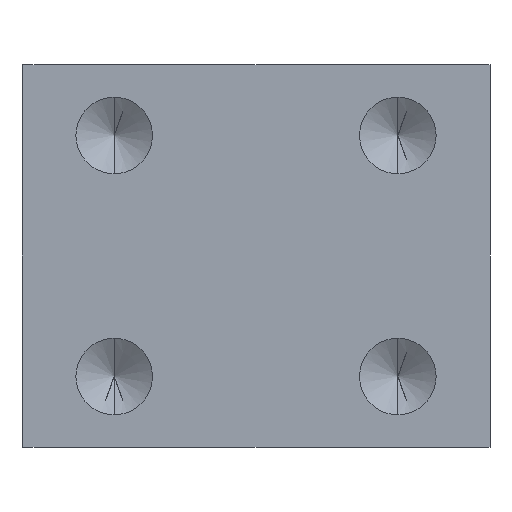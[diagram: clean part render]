
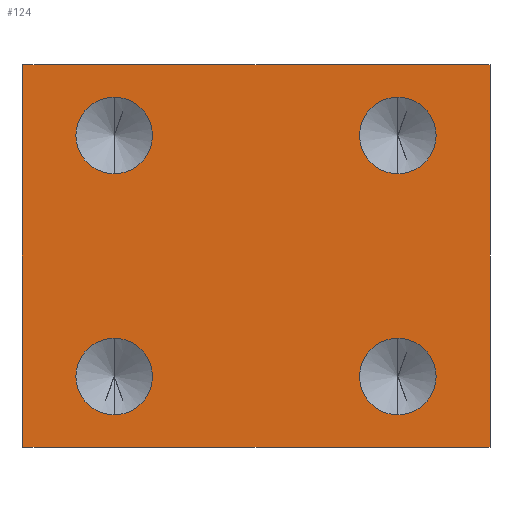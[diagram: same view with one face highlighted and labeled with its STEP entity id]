
A CAD part, left-side view. The second image highlights one B-rep face of the part: STEP entity #124.
In plain terms, the highlighted planar face has unit normal (-1, 0, 0).
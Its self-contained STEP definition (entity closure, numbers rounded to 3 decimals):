
#3 = DIRECTION ( 'NONE',  ( -1., 0., 0. ) ) ;
#6 = CARTESIAN_POINT ( 'NONE',  ( -9.5, 5., 2.5 ) ) ;
#7 = DIRECTION ( 'NONE',  ( 0., 0., 1. ) ) ;
#19 = AXIS2_PLACEMENT_3D ( 'NONE', #6, #3, #7 ) ;
#37 = CIRCLE ( 'NONE', #19, 1.35 ) ;
#56 = CARTESIAN_POINT ( 'NONE',  ( -9.5, -8.25, 0. ) ) ;
#98 = CARTESIAN_POINT ( 'NONE',  ( -9.5, 8.25, 0. ) ) ;
#100 = VECTOR ( 'NONE', #101, 1000. ) ;
#101 = DIRECTION ( 'NONE',  ( 0., -1., 0. ) ) ;
#102 = CARTESIAN_POINT ( 'NONE',  ( -9.5, 8.25, 13.5 ) ) ;
#104 = LINE ( 'NONE', #102, #100 ) ;
#119 = VERTEX_POINT ( 'NONE', #56 ) ;
#124 = ADVANCED_FACE ( 'NONE', ( #439, #438, #431, #424, #421 ), #401, .F. ) ;
#125 = EDGE_LOOP ( 'NONE', ( #149, #161 ) ) ;
#128 = EDGE_LOOP ( 'NONE', ( #135, #134 ) ) ;
#129 = EDGE_LOOP ( 'NONE', ( #138, #167, #156, #163 ) ) ;
#130 = EDGE_CURVE ( 'NONE', #305, #239, #416, .T. ) ;
#132 = ORIENTED_EDGE ( 'NONE', *, *, #315, .F. ) ;
#134 = ORIENTED_EDGE ( 'NONE', *, *, #303, .F. ) ;
#135 = ORIENTED_EDGE ( 'NONE', *, *, #130, .F. ) ;
#137 = EDGE_CURVE ( 'NONE', #307, #310, #437, .T. ) ;
#138 = ORIENTED_EDGE ( 'NONE', *, *, #276, .T. ) ;
#142 = EDGE_LOOP ( 'NONE', ( #166, #132 ) ) ;
#143 = EDGE_LOOP ( 'NONE', ( #147, #172 ) ) ;
#144 = EDGE_CURVE ( 'NONE', #238, #241, #608, .T. ) ;
#147 = ORIENTED_EDGE ( 'NONE', *, *, #164, .F. ) ;
#149 = ORIENTED_EDGE ( 'NONE', *, *, #144, .F. ) ;
#152 = VERTEX_POINT ( 'NONE', #601 ) ;
#156 = ORIENTED_EDGE ( 'NONE', *, *, #294, .F. ) ;
#158 = EDGE_CURVE ( 'NONE', #152, #119, #506, .T. ) ;
#161 = ORIENTED_EDGE ( 'NONE', *, *, #243, .F. ) ;
#163 = ORIENTED_EDGE ( 'NONE', *, *, #285, .T. ) ;
#164 = EDGE_CURVE ( 'NONE', #262, #254, #565, .T. ) ;
#166 = ORIENTED_EDGE ( 'NONE', *, *, #137, .F. ) ;
#167 = ORIENTED_EDGE ( 'NONE', *, *, #158, .F. ) ;
#172 = ORIENTED_EDGE ( 'NONE', *, *, #199, .F. ) ;
#199 = EDGE_CURVE ( 'NONE', #254, #262, #462, .T. ) ;
#238 = VERTEX_POINT ( 'NONE', #469 ) ;
#239 = VERTEX_POINT ( 'NONE', #569 ) ;
#241 = VERTEX_POINT ( 'NONE', #574 ) ;
#243 = EDGE_CURVE ( 'NONE', #241, #238, #572, .T. ) ;
#254 = VERTEX_POINT ( 'NONE', #644 ) ;
#262 = VERTEX_POINT ( 'NONE', #663 ) ;
#276 = EDGE_CURVE ( 'NONE', #292, #119, #571, .T. ) ;
#285 = EDGE_CURVE ( 'NONE', #320, #292, #686, .T. ) ;
#292 = VERTEX_POINT ( 'NONE', #98 ) ;
#294 = EDGE_CURVE ( 'NONE', #320, #152, #104, .T. ) ;
#303 = EDGE_CURVE ( 'NONE', #239, #305, #37, .T. ) ;
#305 = VERTEX_POINT ( 'NONE', #355 ) ;
#307 = VERTEX_POINT ( 'NONE', #352 ) ;
#310 = VERTEX_POINT ( 'NONE', #341 ) ;
#315 = EDGE_CURVE ( 'NONE', #310, #307, #333, .T. ) ;
#320 = VERTEX_POINT ( 'NONE', #342 ) ;
#324 = CARTESIAN_POINT ( 'NONE',  ( -9.5, -5., 11. ) ) ;
#333 = CIRCLE ( 'NONE', #340, 1.35 ) ;
#340 = AXIS2_PLACEMENT_3D ( 'NONE', #324, #370, #369 ) ;
#341 = CARTESIAN_POINT ( 'NONE',  ( -9.5, -5., 9.65 ) ) ;
#342 = CARTESIAN_POINT ( 'NONE',  ( -9.5, 8.25, 13.5 ) ) ;
#352 = CARTESIAN_POINT ( 'NONE',  ( -9.5, -5., 12.35 ) ) ;
#355 = CARTESIAN_POINT ( 'NONE',  ( -9.5, 5., 3.85 ) ) ;
#369 = DIRECTION ( 'NONE',  ( 0., 0., 1. ) ) ;
#370 = DIRECTION ( 'NONE',  ( -1., 0., 0. ) ) ;
#396 = AXIS2_PLACEMENT_3D ( 'NONE', #399, #398, #397 ) ;
#397 = DIRECTION ( 'NONE',  ( 0., 0., -1. ) ) ;
#398 = DIRECTION ( 'NONE',  ( 1., 0., 0. ) ) ;
#399 = CARTESIAN_POINT ( 'NONE',  ( -9.5, 8.25, 13.5 ) ) ;
#401 = PLANE ( 'NONE',  #396 ) ;
#414 = AXIS2_PLACEMENT_3D ( 'NONE', #415, #417, #418 ) ;
#415 = CARTESIAN_POINT ( 'NONE',  ( -9.5, 5., 2.5 ) ) ;
#416 = CIRCLE ( 'NONE', #414, 1.35 ) ;
#417 = DIRECTION ( 'NONE',  ( -1., 0., 0. ) ) ;
#418 = DIRECTION ( 'NONE',  ( 0., 0., 1. ) ) ;
#421 = FACE_OUTER_BOUND ( 'NONE', #129, .T. ) ;
#422 = DIRECTION ( 'NONE',  ( -1., 0., 0. ) ) ;
#423 = DIRECTION ( 'NONE',  ( 0., 0., 1. ) ) ;
#424 = FACE_BOUND ( 'NONE', #142, .T. ) ;
#425 = CARTESIAN_POINT ( 'NONE',  ( -9.5, -5., 11. ) ) ;
#431 = FACE_BOUND ( 'NONE', #143, .T. ) ;
#432 = AXIS2_PLACEMENT_3D ( 'NONE', #425, #422, #423 ) ;
#437 = CIRCLE ( 'NONE', #432, 1.35 ) ;
#438 = FACE_BOUND ( 'NONE', #128, .T. ) ;
#439 = FACE_BOUND ( 'NONE', #125, .T. ) ;
#460 = CARTESIAN_POINT ( 'NONE',  ( -9.5, 5., 11. ) ) ;
#461 = AXIS2_PLACEMENT_3D ( 'NONE', #460, #523, #522 ) ;
#462 = CIRCLE ( 'NONE', #461, 1.35 ) ;
#469 = CARTESIAN_POINT ( 'NONE',  ( -9.5, -5., 3.85 ) ) ;
#474 = DIRECTION ( 'NONE',  ( 0., 0., 1. ) ) ;
#475 = DIRECTION ( 'NONE',  ( -1., 0., 0. ) ) ;
#488 = CARTESIAN_POINT ( 'NONE',  ( -9.5, -5., 2.5 ) ) ;
#506 = LINE ( 'NONE', #604, #563 ) ;
#509 = DIRECTION ( 'NONE',  ( 0., 0., 1. ) ) ;
#510 = DIRECTION ( 'NONE',  ( -1., 0., 0. ) ) ;
#511 = CARTESIAN_POINT ( 'NONE',  ( -9.5, -5., 2.5 ) ) ;
#512 = AXIS2_PLACEMENT_3D ( 'NONE', #511, #510, #509 ) ;
#514 = DIRECTION ( 'NONE',  ( 0., -1., 0. ) ) ;
#516 = VECTOR ( 'NONE', #514, 1000. ) ;
#522 = DIRECTION ( 'NONE',  ( 0., 0., 1. ) ) ;
#523 = DIRECTION ( 'NONE',  ( -1., 0., 0. ) ) ;
#538 = DIRECTION ( 'NONE',  ( -1., 0., 0. ) ) ;
#563 = VECTOR ( 'NONE', #603, 1000. ) ;
#564 = AXIS2_PLACEMENT_3D ( 'NONE', #614, #475, #474 ) ;
#565 = CIRCLE ( 'NONE', #564, 1.35 ) ;
#569 = CARTESIAN_POINT ( 'NONE',  ( -9.5, 5., 1.15 ) ) ;
#570 = CARTESIAN_POINT ( 'NONE',  ( -9.5, 8.25, 0. ) ) ;
#571 = LINE ( 'NONE', #570, #516 ) ;
#572 = CIRCLE ( 'NONE', #512, 1.35 ) ;
#574 = CARTESIAN_POINT ( 'NONE',  ( -9.5, -5., 1.15 ) ) ;
#599 = DIRECTION ( 'NONE',  ( 0., 0., 1. ) ) ;
#601 = CARTESIAN_POINT ( 'NONE',  ( -9.5, -8.25, 13.5 ) ) ;
#603 = DIRECTION ( 'NONE',  ( 0., 0., -1. ) ) ;
#604 = CARTESIAN_POINT ( 'NONE',  ( -9.5, -8.25, 13.5 ) ) ;
#605 = AXIS2_PLACEMENT_3D ( 'NONE', #488, #538, #599 ) ;
#608 = CIRCLE ( 'NONE', #605, 1.35 ) ;
#614 = CARTESIAN_POINT ( 'NONE',  ( -9.5, 5., 11. ) ) ;
#644 = CARTESIAN_POINT ( 'NONE',  ( -9.5, 5., 9.65 ) ) ;
#663 = CARTESIAN_POINT ( 'NONE',  ( -9.5, 5., 12.35 ) ) ;
#686 = LINE ( 'NONE', #689, #693 ) ;
#689 = CARTESIAN_POINT ( 'NONE',  ( -9.5, 8.25, 13.5 ) ) ;
#692 = DIRECTION ( 'NONE',  ( 0., 0., -1. ) ) ;
#693 = VECTOR ( 'NONE', #692, 1000. ) ;
